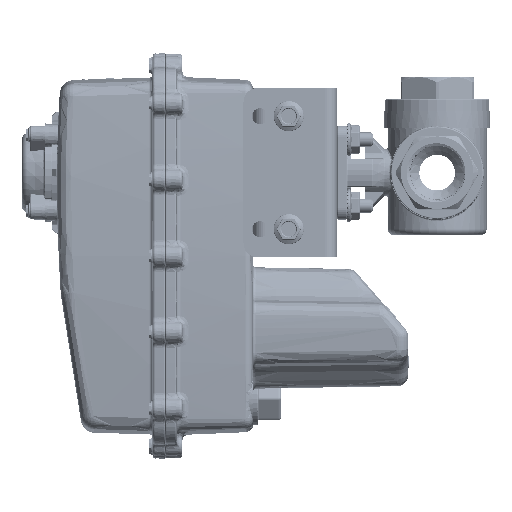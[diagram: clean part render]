
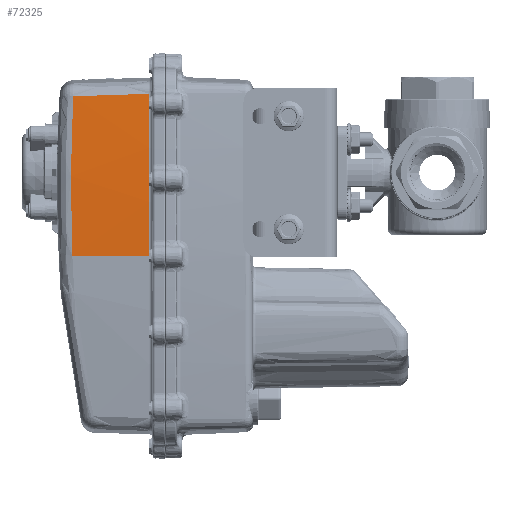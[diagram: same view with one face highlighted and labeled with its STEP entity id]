
A CAD part, left-side view. The second image highlights one B-rep face of the part: STEP entity #72325.
In plain terms, the highlighted conical face has half-angle 2 degrees and reference radius 762 mm.
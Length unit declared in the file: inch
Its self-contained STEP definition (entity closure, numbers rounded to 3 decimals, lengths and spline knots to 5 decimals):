
#3067 = CARTESIAN_POINT ( 'NONE',  ( -1.37573, 0.94887, -1.63096 ) ) ;
#6481 = CARTESIAN_POINT ( 'NONE',  ( 1.23924, 1.70411, -1.74049 ) ) ;
#9263 = ORIENTED_EDGE ( 'NONE', *, *, #237736, .T. ) ;
#12667 = EDGE_CURVE ( 'NONE', #131228, #136063, #264456, .T. ) ;
#17978 = EDGE_LOOP ( 'NONE', ( #166193, #9263, #232373, #321147 ) ) ;
#19362 = VERTEX_POINT ( 'NONE', #152020 ) ;
#31304 = CARTESIAN_POINT ( 'NONE',  ( -1.39552, 0.3358, -1.65057 ) ) ;
#37974 = CARTESIAN_POINT ( 'NONE',  ( 1.475, 1.69428, -1.74083 ) ) ;
#65066 = VECTOR ( 'NONE', #283658, 39.37008 ) ;
#65719 = EDGE_CURVE ( 'NONE', #136063, #291152, #169110, .T. ) ;
#72325 = ADVANCED_FACE ( 'NONE', ( #91662 ), #290830, .T. ) ;
#82772 = CARTESIAN_POINT ( 'NONE',  ( -1.36786, 1.19257, -1.62317 ) ) ;
#91662 = FACE_OUTER_BOUND ( 'NONE', #17978, .T. ) ;
#109381 = CARTESIAN_POINT ( 'NONE',  ( -1.35998, 1.43626, -1.61537 ) ) ;
#109518 = CARTESIAN_POINT ( 'NONE',  ( 0.2956, 1.72136, -1.71758 ) ) ;
#112778 = CARTESIAN_POINT ( 'NONE',  ( -0.41182, 1.71774, -1.68423 ) ) ;
#120277 = AXIS2_PLACEMENT_3D ( 'NONE', #222959, #321034, #249537 ) ;
#126102 = AXIS2_PLACEMENT_3D ( 'NONE', #127285, #247068, #252004 ) ;
#127285 = CARTESIAN_POINT ( 'NONE',  ( 1.475, 0.3358, 28.2 ) ) ;
#127785 = CARTESIAN_POINT ( 'NONE',  ( -1.3521, 1.67996, -1.60757 ) ) ;
#131228 = VERTEX_POINT ( 'NONE', #308749 ) ;
#136063 = VERTEX_POINT ( 'NONE', #174397 ) ;
#137717 = CARTESIAN_POINT ( 'NONE',  ( 0.53165, 1.71981, -1.72601 ) ) ;
#144047 = EDGE_CURVE ( 'NONE', #291152, #19362, #171512, .T. ) ;
#152020 = CARTESIAN_POINT ( 'NONE',  ( 1.475, 1.69428, -1.74083 ) ) ;
#159185 = CARTESIAN_POINT ( 'NONE',  ( -1.3521, 1.67996, -1.60757 ) ) ;
#166193 = ORIENTED_EDGE ( 'NONE', *, *, #144047, .T. ) ;
#169110 = B_SPLINE_CURVE_WITH_KNOTS ( 'NONE', 3,
 ( #31304, #230845, #235716, #3067, #82772, #109381, #127785 ),
 .UNSPECIFIED., .F., .F.,
 ( 4, 3, 4 ),
 ( 0.00854, 0.02413, 0.04272 ),
 .UNSPECIFIED. ) ;
#171512 = B_SPLINE_CURVE_WITH_KNOTS ( 'NONE', 3,
 ( #260825, #209297, #112778, #109518, #137717, #315507, #6481, #37974 ),
 .UNSPECIFIED., .F., .F.,
 ( 4, 2, 2, 4 ),
 ( 0., 0.03596, 0.05395, 0.07193 ),
 .UNSPECIFIED. ) ;
#174397 = CARTESIAN_POINT ( 'NONE',  ( -1.39552, 0.3358, -1.65057 ) ) ;
#178981 = CARTESIAN_POINT ( 'NONE',  ( 1.475, 0., -1.8 ) ) ;
#209297 = CARTESIAN_POINT ( 'NONE',  ( -0.88245, 1.70431, -1.65126 ) ) ;
#222959 = CARTESIAN_POINT ( 'NONE',  ( 1.475, 0., 28.2 ) ) ;
#230845 = CARTESIAN_POINT ( 'NONE',  ( -1.38893, 0.54016, -1.64404 ) ) ;
#232373 = ORIENTED_EDGE ( 'NONE', *, *, #12667, .T. ) ;
#233773 = LINE ( 'NONE', #178981, #65066 ) ;
#235716 = CARTESIAN_POINT ( 'NONE',  ( -1.38233, 0.74451, -1.6375 ) ) ;
#237736 = EDGE_CURVE ( 'NONE', #19362, #131228, #233773, .T. ) ;
#247068 = DIRECTION ( 'NONE',  ( 0., 1., 0. ) ) ;
#249537 = DIRECTION ( 'NONE',  ( 0., 0., -1. ) ) ;
#252004 = DIRECTION ( 'NONE',  ( 0., 0., 1. ) ) ;
#260825 = CARTESIAN_POINT ( 'NONE',  ( -1.3521, 1.67996, -1.60757 ) ) ;
#264456 = CIRCLE ( 'NONE', #126102, 29.98827 ) ;
#283658 = DIRECTION ( 'NONE',  ( 0., -0.999, -0.035 ) ) ;
#290830 = CONICAL_SURFACE ( 'NONE', #120277, 30., 0.035 ) ;
#291152 = VERTEX_POINT ( 'NONE', #159185 ) ;
#308749 = CARTESIAN_POINT ( 'NONE',  ( 1.475, 0.3358, -1.78827 ) ) ;
#315507 = CARTESIAN_POINT ( 'NONE',  ( 1.00342, 1.71118, -1.73746 ) ) ;
#321034 = DIRECTION ( 'NONE',  ( 0., -1., 0. ) ) ;
#321147 = ORIENTED_EDGE ( 'NONE', *, *, #65719, .T. ) ;
